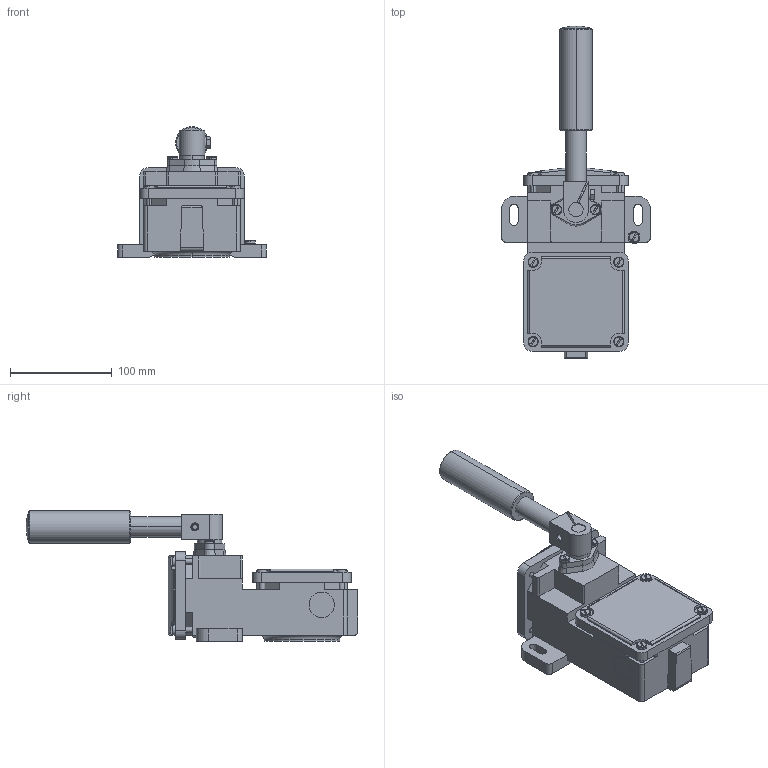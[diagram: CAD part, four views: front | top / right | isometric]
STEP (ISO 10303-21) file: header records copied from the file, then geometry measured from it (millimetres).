
FILE_DESCRIPTION (( 'STEP AP214' ), '1' );
FILE_NAME ('M.250-22Z-1224.STEP', '2024-06-20T18:05:48', ( '' ), ( '' ), 'SwSTEP 2.0', 'SolidWorks 2023', '' );
FILE_SCHEMA (( 'AUTOMOTIVE_DESIGN' ));
Length unit declared in the file: inch
Products named in the file (1): M.250-22Z-1224
Bounding box: 146 x 325.65 x 128.5 mm (x, y, z)
Volume: 1311441.5 mm3; surface area: 125957.7 mm2
Topology: 4 solids, 4 shells, 372 faces, 958 edges, 624 vertices
Faces by surface type: plane 203, cylinder 115, torus 28, cone 20, bspline 4, sphere 2
Entity records: 15222 total; most frequent: CARTESIAN_POINT 6031, ORIENTED_EDGE 1916, DIRECTION 1879, EDGE_CURVE 958, AXIS2_PLACEMENT_3D 679, VERTEX_POINT 624, LINE 521, VECTOR 521
